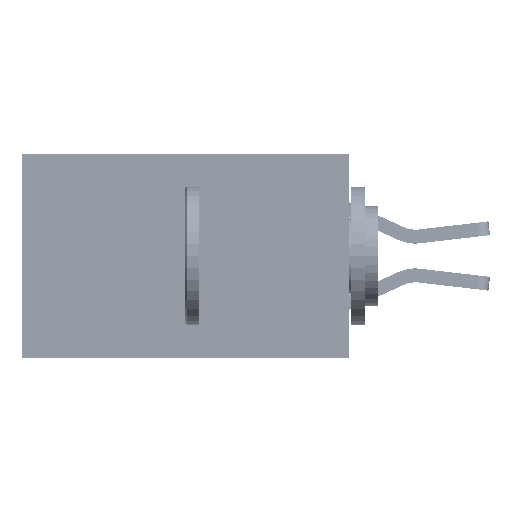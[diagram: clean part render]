
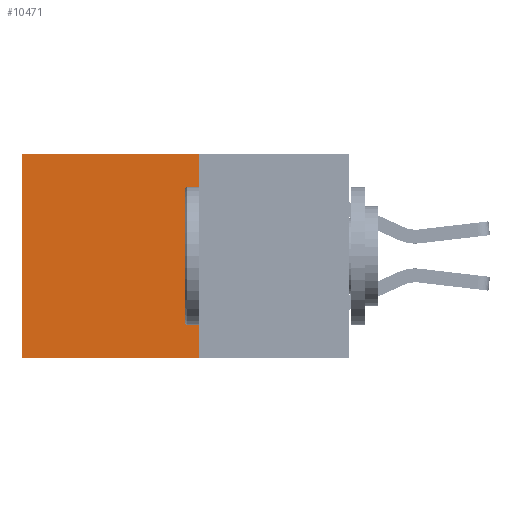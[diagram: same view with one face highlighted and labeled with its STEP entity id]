
A CAD part, left-side view. The second image highlights one B-rep face of the part: STEP entity #10471.
In plain terms, the highlighted planar face has unit normal (-1, 0, 0).
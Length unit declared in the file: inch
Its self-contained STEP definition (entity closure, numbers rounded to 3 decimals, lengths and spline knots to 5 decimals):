
#238 = EDGE_CURVE ( 'NONE', #9720, #17632, #10694, .T. ) ;
#2422 = CARTESIAN_POINT ( 'NONE',  ( 0.277, 0.59, -0.37 ) ) ;
#3021 = ORIENTED_EDGE ( 'NONE', *, *, #238, .T. ) ;
#4182 = EDGE_CURVE ( 'NONE', #9720, #29046, #6031, .T. ) ;
#4696 = FACE_OUTER_BOUND ( 'NONE', #15771, .T. ) ;
#4911 = EDGE_CURVE ( 'NONE', #29046, #17518, #7138, .T. ) ;
#5487 = CARTESIAN_POINT ( 'NONE',  ( 0.277, 0.27, 0. ) ) ;
#6031 = LINE ( 'NONE', #10005, #18130 ) ;
#6317 = VECTOR ( 'NONE', #29041, 39.37008 ) ;
#6633 = AXIS2_PLACEMENT_3D ( 'NONE', #26265, #10892, #28839 ) ;
#7120 = CARTESIAN_POINT ( 'NONE',  ( 0.277, 0.59, -0.37 ) ) ;
#7138 = LINE ( 'NONE', #32052, #6317 ) ;
#8336 = PLANE ( 'NONE',  #6633 ) ;
#9720 = VERTEX_POINT ( 'NONE', #5487 ) ;
#9887 = DIRECTION ( 'NONE',  ( 0., 0., -1. ) ) ;
#10005 = CARTESIAN_POINT ( 'NONE',  ( 0.277, 0.27, -0.37 ) ) ;
#10169 = CARTESIAN_POINT ( 'NONE',  ( 0.277, 0.59, 0. ) ) ;
#10471 = ADVANCED_FACE ( 'NONE', ( #4696 ), #8336, .F. ) ;
#10694 = LINE ( 'NONE', #12696, #17543 ) ;
#10892 = DIRECTION ( 'NONE',  ( 1., 0., 0. ) ) ;
#12696 = CARTESIAN_POINT ( 'NONE',  ( 0.277, 0.27, 0. ) ) ;
#12741 = DIRECTION ( 'NONE',  ( 0., 1., 0. ) ) ;
#15771 = EDGE_LOOP ( 'NONE', ( #18962, #20169, #28452, #3021 ) ) ;
#17518 = VERTEX_POINT ( 'NONE', #7120 ) ;
#17543 = VECTOR ( 'NONE', #12741, 39.37008 ) ;
#17632 = VERTEX_POINT ( 'NONE', #10169 ) ;
#18130 = VECTOR ( 'NONE', #9887, 39.37008 ) ;
#18962 = ORIENTED_EDGE ( 'NONE', *, *, #23374, .T. ) ;
#20169 = ORIENTED_EDGE ( 'NONE', *, *, #4911, .F. ) ;
#20594 = DIRECTION ( 'NONE',  ( 0., 0., -1. ) ) ;
#20642 = LINE ( 'NONE', #2422, #27469 ) ;
#23374 = EDGE_CURVE ( 'NONE', #17632, #17518, #20642, .T. ) ;
#26265 = CARTESIAN_POINT ( 'NONE',  ( 0.277, 0.27, -0.37 ) ) ;
#26623 = CARTESIAN_POINT ( 'NONE',  ( 0.277, 0.27, -0.37 ) ) ;
#27469 = VECTOR ( 'NONE', #20594, 39.37008 ) ;
#28452 = ORIENTED_EDGE ( 'NONE', *, *, #4182, .F. ) ;
#28839 = DIRECTION ( 'NONE',  ( 0., 0., -1. ) ) ;
#29041 = DIRECTION ( 'NONE',  ( 0., 1., 0. ) ) ;
#29046 = VERTEX_POINT ( 'NONE', #26623 ) ;
#32052 = CARTESIAN_POINT ( 'NONE',  ( 0.277, 0.27, -0.37 ) ) ;
